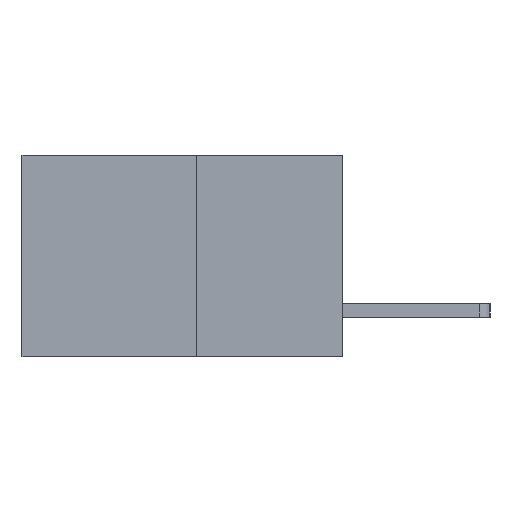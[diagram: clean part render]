
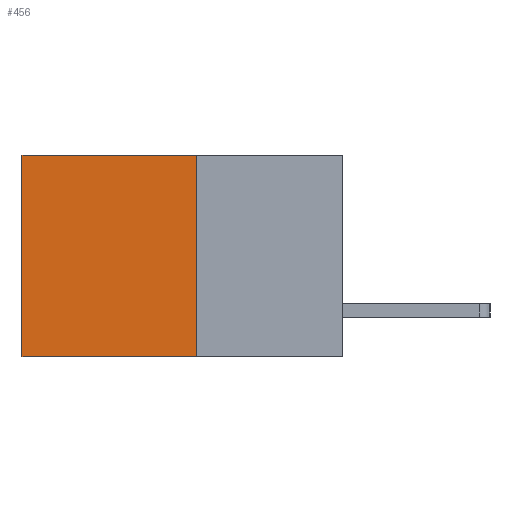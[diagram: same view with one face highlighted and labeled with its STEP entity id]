
A CAD part, left-side view. The second image highlights one B-rep face of the part: STEP entity #456.
In plain terms, the highlighted planar face has unit normal (-1, 0, 0).
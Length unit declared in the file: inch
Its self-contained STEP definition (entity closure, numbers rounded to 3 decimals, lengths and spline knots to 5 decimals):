
#442 = LINE ( 'NONE', #6661, #7132 ) ;
#445 = DIRECTION ( 'NONE',  ( 0., 0., -1. ) ) ;
#456 = ADVANCED_FACE ( 'NONE', ( #4938 ), #1788, .F. ) ;
#490 = CARTESIAN_POINT ( 'NONE',  ( 0.277, 0.27, 0. ) ) ;
#612 = EDGE_CURVE ( 'NONE', #4933, #1152, #3604, .T. ) ;
#1152 = VERTEX_POINT ( 'NONE', #5269 ) ;
#1562 = VERTEX_POINT ( 'NONE', #1584 ) ;
#1584 = CARTESIAN_POINT ( 'NONE',  ( 0.277, 0.27, 0. ) ) ;
#1734 = VECTOR ( 'NONE', #5781, 39.37008 ) ;
#1788 = PLANE ( 'NONE',  #4757 ) ;
#2006 = LINE ( 'NONE', #490, #1734 ) ;
#2042 = DIRECTION ( 'NONE',  ( 1., 0., 0. ) ) ;
#2147 = EDGE_CURVE ( 'NONE', #1562, #5112, #442, .T. ) ;
#2191 = VECTOR ( 'NONE', #7452, 39.37008 ) ;
#2888 = CARTESIAN_POINT ( 'NONE',  ( 0.277, 0.27, -0.37 ) ) ;
#3604 = LINE ( 'NONE', #9420, #10498 ) ;
#4313 = CARTESIAN_POINT ( 'NONE',  ( 0.277, 0.27, -0.37 ) ) ;
#4757 = AXIS2_PLACEMENT_3D ( 'NONE', #6925, #2042, #445 ) ;
#4933 = VERTEX_POINT ( 'NONE', #9958 ) ;
#4938 = FACE_OUTER_BOUND ( 'NONE', #7157, .T. ) ;
#5112 = VERTEX_POINT ( 'NONE', #4313 ) ;
#5269 = CARTESIAN_POINT ( 'NONE',  ( 0.277, 0.59, -0.37 ) ) ;
#5781 = DIRECTION ( 'NONE',  ( 0., 1., 0. ) ) ;
#6634 = DIRECTION ( 'NONE',  ( 0., 0., -1. ) ) ;
#6661 = CARTESIAN_POINT ( 'NONE',  ( 0.277, 0.27, -0.37 ) ) ;
#6925 = CARTESIAN_POINT ( 'NONE',  ( 0.277, 0.27, -0.37 ) ) ;
#7132 = VECTOR ( 'NONE', #7801, 39.37008 ) ;
#7157 = EDGE_LOOP ( 'NONE', ( #10652, #10323, #10020, #7610 ) ) ;
#7424 = EDGE_CURVE ( 'NONE', #5112, #1152, #9240, .T. ) ;
#7452 = DIRECTION ( 'NONE',  ( 0., 1., 0. ) ) ;
#7610 = ORIENTED_EDGE ( 'NONE', *, *, #9413, .T. ) ;
#7801 = DIRECTION ( 'NONE',  ( 0., 0., -1. ) ) ;
#9240 = LINE ( 'NONE', #2888, #2191 ) ;
#9413 = EDGE_CURVE ( 'NONE', #1562, #4933, #2006, .T. ) ;
#9420 = CARTESIAN_POINT ( 'NONE',  ( 0.277, 0.59, -0.37 ) ) ;
#9958 = CARTESIAN_POINT ( 'NONE',  ( 0.277, 0.59, 0. ) ) ;
#10020 = ORIENTED_EDGE ( 'NONE', *, *, #2147, .F. ) ;
#10323 = ORIENTED_EDGE ( 'NONE', *, *, #7424, .F. ) ;
#10498 = VECTOR ( 'NONE', #6634, 39.37008 ) ;
#10652 = ORIENTED_EDGE ( 'NONE', *, *, #612, .T. ) ;
